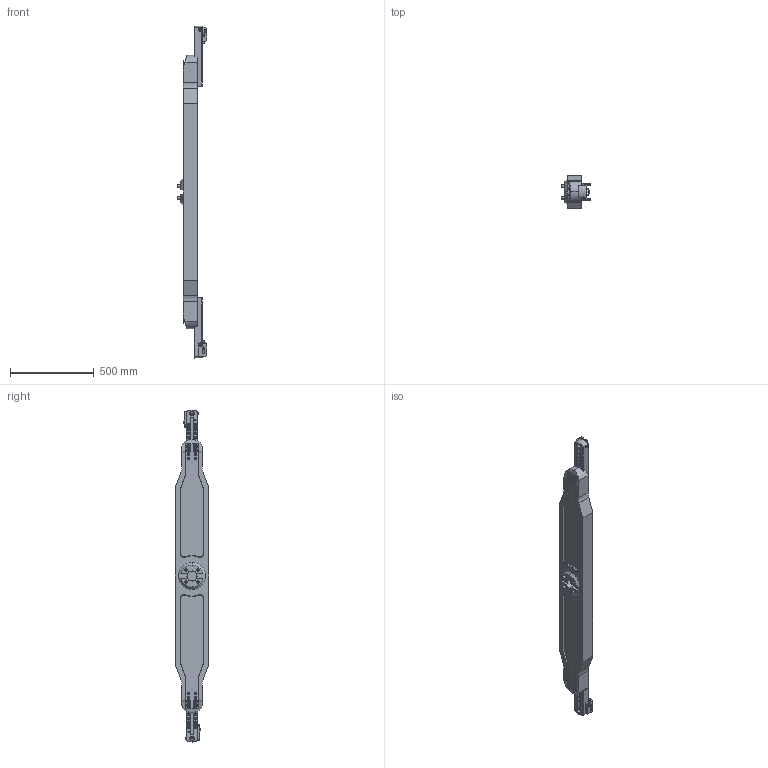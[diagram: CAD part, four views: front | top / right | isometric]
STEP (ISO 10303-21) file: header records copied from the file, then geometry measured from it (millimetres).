
FILE_DESCRIPTION (( 'STEP AP203' ), '1' );
FILE_NAME ('E62.060.163.080.STEP', '2018-03-09T09:44:17', ( 'SWIAdmin' ), ( 'Hewlett-Packard Company' ), 'SwSTEP 2.0', 'SolidWorks 2017', '' );
FILE_SCHEMA (( 'CONFIG_CONTROL_DESIGN' ));
Length unit declared in the file: millimetre
Products named in the file (17): VK1-ER7.001.012_A; ISO 4762 - M16 x 80; ISO 4762 - M10 x 16; DIN 179 - D12xD18x12; ISO 4026 - M8 x 45; VK3-VK1.360.048_B; VK3-VK1.360.048; VK1-ER2.201.010_A_vorgespannt; E62.060.163.080; VK1-ER2.101.010_A; D60-VK3.163.080_A; VK1-ER1.001.030_A; ISO 4762 - M12 x 80; VK1-ER2.001.044_A; ISO 7090 - 12; VK1-ER3.001.028_A; VK3-ER1.001.005_A
Assembly tree (38 placements, depth 3):
  E62.060.163.080
    D60-VK3.163.080_A
    ISO 4762 - M12 x 80  x8
    ISO 7090 - 12  x8
    VK3-ER1.001.005_A
    ISO 4762 - M16 x 80  x4
    DIN 179 - D12xD18x12  x4
    VK3-VK1.360.048  x2
      VK3-VK1.360.048_B
      VK1-ER2.201.010_A_vorgespannt
      VK1-ER2.101.010_A
      VK1-ER1.001.030_A
      VK1-ER2.001.044_A
      VK1-ER3.001.028_A
      VK1-ER7.001.012_A
      ISO 4762 - M10 x 16
      ISO 4026 - M8 x 45
Bounding box: 173 x 200 x 1980 mm (x, y, z)
Volume: 17079487.2 mm3; surface area: 1496715.6 mm2
Topology: 46 solids, 46 shells, 2145 faces, 5334 edges, 3293 vertices
Faces by surface type: plane 916, cylinder 736, cone 314, torus 119, bspline 52, sphere 8
Entity records: 38788 total; most frequent: CARTESIAN_POINT 11752, ORIENTED_EDGE 5166, DIRECTION 5083, EDGE_CURVE 2583, AXIS2_PLACEMENT_3D 1912, VERTEX_POINT 1651, LINE 1259, VECTOR 1259
